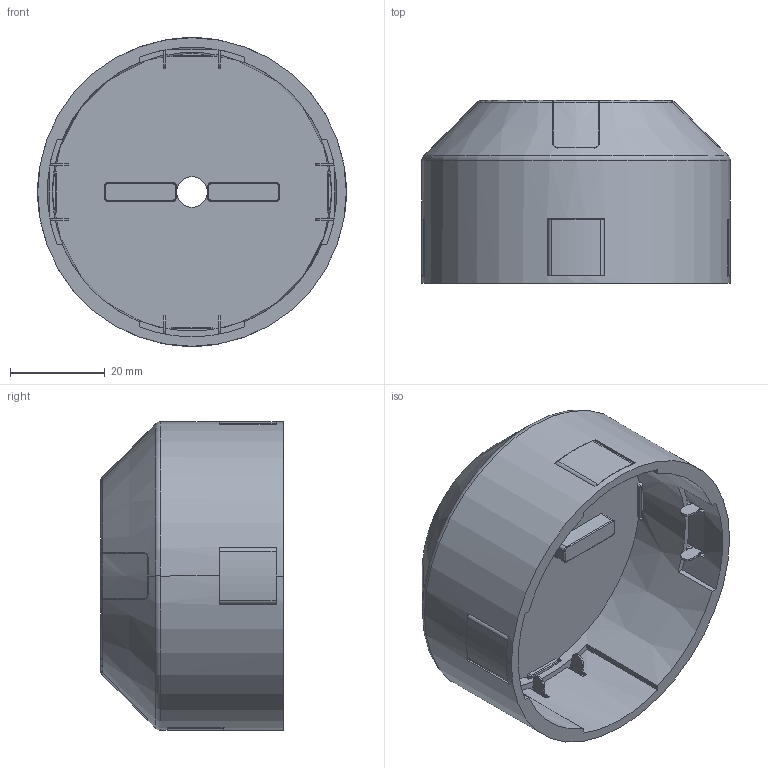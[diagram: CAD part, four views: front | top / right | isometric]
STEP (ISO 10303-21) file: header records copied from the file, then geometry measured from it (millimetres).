
FILE_DESCRIPTION((''),'2;1');
FILE_NAME('DM_CAD-2076_SW0001','2015-09-11T',('Creinig-se'),(''),'PRO/ENGINEER BY PARAMETRIC TECHNOLOGY CORPORATION, 2013050','PRO/ENGINEER BY PARAMETRIC TECHNOLOGY CORPORATION, 2013050','');
FILE_SCHEMA(('CONFIG_CONTROL_DESIGN'));
Length unit declared in the file: millimetre
Products named in the file (1): DM_CAD-2076_SW0001
Bounding box: 65 x 38.5 x 65 mm (x, y, z)
Volume: 48573.2 mm3; surface area: 21209.6 mm2
Topology: 5 solids, 5 shells, 467 faces, 1441 edges, 955 vertices
Faces by surface type: plane 219, cylinder 182, cone 36, torus 30
Entity records: 20635 total; most frequent: CARTESIAN_POINT 4325, ORIENTED_EDGE 2882, DIRECTION 2640, EDGE_CURVE 1441, VERTEX_POINT 955, AXIS2_PLACEMENT_3D 942, VECTOR 756, LINE 756
